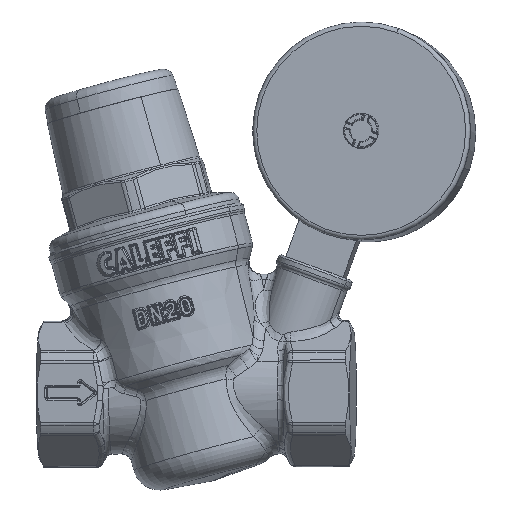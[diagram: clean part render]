
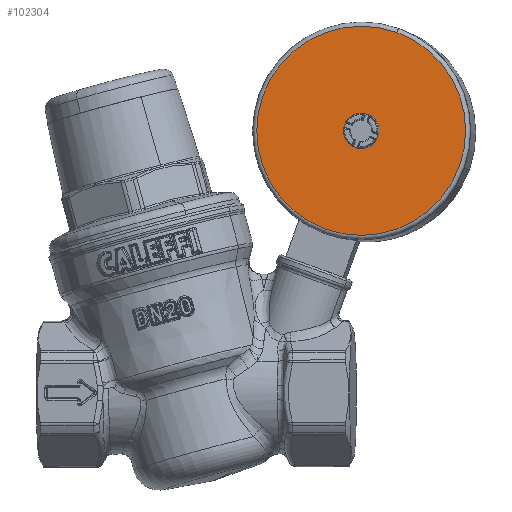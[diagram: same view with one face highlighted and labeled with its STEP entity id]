
A CAD part, top view. The second image highlights one B-rep face of the part: STEP entity #102304.
In plain terms, the highlighted planar face has unit normal (-0.052, 0.019, 0.998).
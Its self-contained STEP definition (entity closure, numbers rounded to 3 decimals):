
#102115=CARTESIAN_POINT('Vertex',(31.69,35.861,17.222)) ;
#102118=CARTESIAN_POINT('Axis2P3D Location',(39.887,58.418,17.221)) ;
#102122=CARTESIAN_POINT('Vertex',(48.084,80.975,17.221)) ;
#102149=CARTESIAN_POINT('Axis2P3D Location',(39.887,58.418,17.221)) ;
#102197=CARTESIAN_POINT('Axis2P3D Location',(39.887,58.418,17.221)) ;
#102206=CARTESIAN_POINT('Axis2P3D Location',(39.887,58.418,17.221)) ;
#102210=CARTESIAN_POINT('Vertex',(41.253,62.177,17.221)) ;
#102212=CARTESIAN_POINT('Vertex',(41.748,61.959,17.251)) ;
#102215=CARTESIAN_POINT('Axis2P3D Location',(39.887,58.418,17.221)) ;
#102219=CARTESIAN_POINT('Vertex',(43.836,59.023,17.417)) ;
#102222=CARTESIAN_POINT('Axis2P3D Location',(39.887,58.418,17.221)) ;
#102226=CARTESIAN_POINT('Vertex',(43.791,57.574,17.442)) ;
#102229=CARTESIAN_POINT('Axis2P3D Location',(39.887,58.418,17.221)) ;
#102233=CARTESIAN_POINT('Vertex',(43.422,56.559,17.442)) ;
#102236=CARTESIAN_POINT('Axis2P3D Location',(39.887,58.418,17.221)) ;
#102240=CARTESIAN_POINT('Vertex',(39.04,54.509,17.252)) ;
#102243=CARTESIAN_POINT('Axis2P3D Location',(39.887,58.418,17.221)) ;
#102247=CARTESIAN_POINT('Vertex',(38.521,54.658,17.221)) ;
#102250=CARTESIAN_POINT('Axis2P3D Location',(39.887,58.418,17.221)) ;
#102254=CARTESIAN_POINT('Vertex',(38.027,54.877,17.191)) ;
#102257=CARTESIAN_POINT('Axis2P3D Location',(39.887,58.418,17.221)) ;
#102261=CARTESIAN_POINT('Vertex',(35.938,57.813,17.026)) ;
#102264=CARTESIAN_POINT('Axis2P3D Location',(39.887,58.418,17.221)) ;
#102268=CARTESIAN_POINT('Vertex',(35.983,59.262,17.001)) ;
#102271=CARTESIAN_POINT('Axis2P3D Location',(39.887,58.418,17.221)) ;
#102275=CARTESIAN_POINT('Vertex',(36.352,60.277,17.001)) ;
#102278=CARTESIAN_POINT('Axis2P3D Location',(39.887,58.418,17.221)) ;
#102282=CARTESIAN_POINT('Vertex',(40.734,62.327,17.191)) ;
#102285=CARTESIAN_POINT('Axis2P3D Location',(39.887,58.418,17.221)) ;
#102119=DIRECTION('Axis2P3D Direction',(0.052,-0.019,-0.998)) ;
#102150=DIRECTION('Axis2P3D Direction',(0.052,-0.019,-0.998)) ;
#102198=DIRECTION('Axis2P3D Direction',(0.052,-0.019,-0.998)) ;
#102199=DIRECTION('Axis2P3D XDirection',(-0.342,-0.94,0.)) ;
#102207=DIRECTION('Axis2P3D Direction',(0.052,-0.019,-0.998)) ;
#102216=DIRECTION('Axis2P3D Direction',(0.052,-0.019,-0.998)) ;
#102223=DIRECTION('Axis2P3D Direction',(0.052,-0.019,-0.998)) ;
#102230=DIRECTION('Axis2P3D Direction',(0.052,-0.019,-0.998)) ;
#102237=DIRECTION('Axis2P3D Direction',(0.052,-0.019,-0.998)) ;
#102244=DIRECTION('Axis2P3D Direction',(0.052,-0.019,-0.998)) ;
#102251=DIRECTION('Axis2P3D Direction',(0.052,-0.019,-0.998)) ;
#102258=DIRECTION('Axis2P3D Direction',(0.052,-0.019,-0.998)) ;
#102265=DIRECTION('Axis2P3D Direction',(0.052,-0.019,-0.998)) ;
#102272=DIRECTION('Axis2P3D Direction',(0.052,-0.019,-0.998)) ;
#102279=DIRECTION('Axis2P3D Direction',(0.052,-0.019,-0.998)) ;
#102286=DIRECTION('Axis2P3D Direction',(0.052,-0.019,-0.998)) ;
#102120=AXIS2_PLACEMENT_3D('Circle Axis2P3D',#102118,#102119,$) ;
#102151=AXIS2_PLACEMENT_3D('Circle Axis2P3D',#102149,#102150,$) ;
#102200=AXIS2_PLACEMENT_3D('Plane Axis2P3D',#102197,#102198,#102199) ;
#102208=AXIS2_PLACEMENT_3D('Circle Axis2P3D',#102206,#102207,$) ;
#102217=AXIS2_PLACEMENT_3D('Circle Axis2P3D',#102215,#102216,$) ;
#102224=AXIS2_PLACEMENT_3D('Circle Axis2P3D',#102222,#102223,$) ;
#102231=AXIS2_PLACEMENT_3D('Circle Axis2P3D',#102229,#102230,$) ;
#102238=AXIS2_PLACEMENT_3D('Circle Axis2P3D',#102236,#102237,$) ;
#102245=AXIS2_PLACEMENT_3D('Circle Axis2P3D',#102243,#102244,$) ;
#102252=AXIS2_PLACEMENT_3D('Circle Axis2P3D',#102250,#102251,$) ;
#102259=AXIS2_PLACEMENT_3D('Circle Axis2P3D',#102257,#102258,$) ;
#102266=AXIS2_PLACEMENT_3D('Circle Axis2P3D',#102264,#102265,$) ;
#102273=AXIS2_PLACEMENT_3D('Circle Axis2P3D',#102271,#102272,$) ;
#102280=AXIS2_PLACEMENT_3D('Circle Axis2P3D',#102278,#102279,$) ;
#102287=AXIS2_PLACEMENT_3D('Circle Axis2P3D',#102285,#102286,$) ;
#102203=ORIENTED_EDGE('',*,*,#102124,.F.) ;
#102204=ORIENTED_EDGE('',*,*,#102153,.F.) ;
#102291=ORIENTED_EDGE('',*,*,#102214,.T.) ;
#102292=ORIENTED_EDGE('',*,*,#102221,.F.) ;
#102293=ORIENTED_EDGE('',*,*,#102228,.F.) ;
#102294=ORIENTED_EDGE('',*,*,#102235,.T.) ;
#102295=ORIENTED_EDGE('',*,*,#102242,.F.) ;
#102296=ORIENTED_EDGE('',*,*,#102249,.T.) ;
#102297=ORIENTED_EDGE('',*,*,#102256,.T.) ;
#102298=ORIENTED_EDGE('',*,*,#102263,.F.) ;
#102299=ORIENTED_EDGE('',*,*,#102270,.F.) ;
#102300=ORIENTED_EDGE('',*,*,#102277,.T.) ;
#102301=ORIENTED_EDGE('',*,*,#102284,.F.) ;
#102302=ORIENTED_EDGE('',*,*,#102289,.T.) ;
#102303=FACE_BOUND('',#102290,.T.) ;
#102304=ADVANCED_FACE('PartBody',(#102205,#102303),#102201,.F.) ;
#102121=CIRCLE('generated circle',#102120,24.) ;
#102152=CIRCLE('generated circle',#102151,24.) ;
#102209=CIRCLE('generated circle',#102208,4.) ;
#102218=CIRCLE('generated circle',#102217,4.) ;
#102225=CIRCLE('generated circle',#102224,4.) ;
#102232=CIRCLE('generated circle',#102231,4.) ;
#102239=CIRCLE('generated circle',#102238,4.) ;
#102246=CIRCLE('generated circle',#102245,4.) ;
#102253=CIRCLE('generated circle',#102252,4.) ;
#102260=CIRCLE('generated circle',#102259,4.) ;
#102267=CIRCLE('generated circle',#102266,4.) ;
#102274=CIRCLE('generated circle',#102273,4.) ;
#102281=CIRCLE('generated circle',#102280,4.) ;
#102288=CIRCLE('generated circle',#102287,4.) ;
#102124=EDGE_CURVE('',#102116,#102123,#102121,.T.) ;
#102153=EDGE_CURVE('',#102123,#102116,#102152,.T.) ;
#102214=EDGE_CURVE('',#102211,#102213,#102209,.T.) ;
#102221=EDGE_CURVE('',#102220,#102213,#102218,.F.) ;
#102228=EDGE_CURVE('',#102227,#102220,#102225,.F.) ;
#102235=EDGE_CURVE('',#102227,#102234,#102232,.T.) ;
#102242=EDGE_CURVE('',#102241,#102234,#102239,.F.) ;
#102249=EDGE_CURVE('',#102241,#102248,#102246,.T.) ;
#102256=EDGE_CURVE('',#102248,#102255,#102253,.T.) ;
#102263=EDGE_CURVE('',#102262,#102255,#102260,.F.) ;
#102270=EDGE_CURVE('',#102269,#102262,#102267,.F.) ;
#102277=EDGE_CURVE('',#102269,#102276,#102274,.T.) ;
#102284=EDGE_CURVE('',#102283,#102276,#102281,.F.) ;
#102289=EDGE_CURVE('',#102283,#102211,#102288,.T.) ;
#102202=EDGE_LOOP('',(#102203,#102204)) ;
#102290=EDGE_LOOP('',(#102291,#102292,#102293,#102294,#102295,#102296,#102297,#102298,#102299,#102300,#102301,#102302)) ;
#102205=FACE_OUTER_BOUND('',#102202,.T.) ;
#102201=PLANE('',#102200) ;
#102116=VERTEX_POINT('',#102115) ;
#102123=VERTEX_POINT('',#102122) ;
#102211=VERTEX_POINT('',#102210) ;
#102213=VERTEX_POINT('',#102212) ;
#102220=VERTEX_POINT('',#102219) ;
#102227=VERTEX_POINT('',#102226) ;
#102234=VERTEX_POINT('',#102233) ;
#102241=VERTEX_POINT('',#102240) ;
#102248=VERTEX_POINT('',#102247) ;
#102255=VERTEX_POINT('',#102254) ;
#102262=VERTEX_POINT('',#102261) ;
#102269=VERTEX_POINT('',#102268) ;
#102276=VERTEX_POINT('',#102275) ;
#102283=VERTEX_POINT('',#102282) ;
